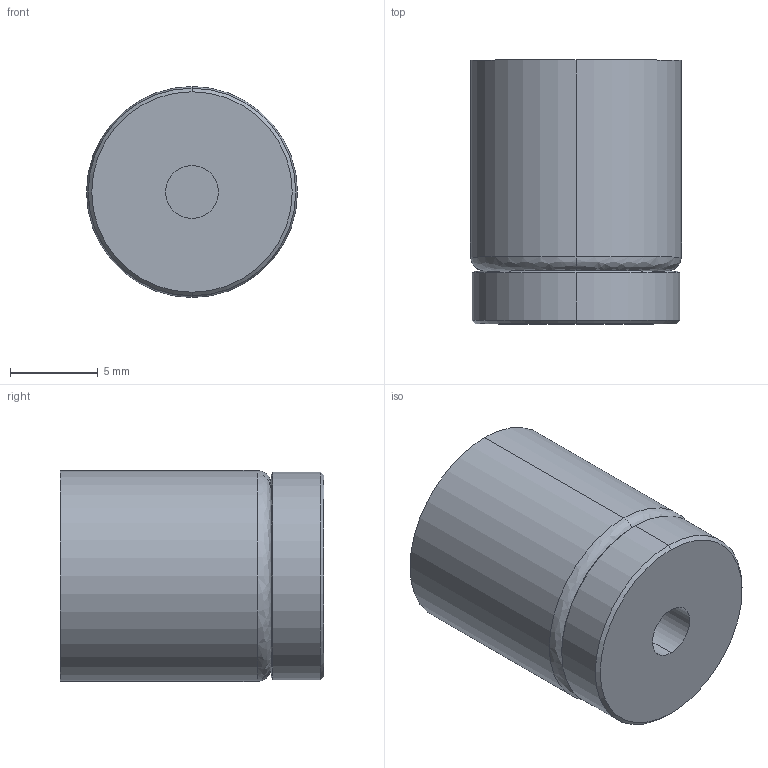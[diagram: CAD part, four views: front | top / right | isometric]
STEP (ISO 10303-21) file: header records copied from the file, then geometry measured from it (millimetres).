
FILE_DESCRIPTION (( 'STEP AP214' ), '1' );
FILE_NAME ('VA_12-antigiro3d web.STEP', '2013-03-01T13:55:36', ( 'danic' ), ( '' ), 'SwSTEP 2.0', 'SolidWorks 2011', '' );
FILE_SCHEMA (( 'AUTOMOTIVE_DESIGN' ));
Length unit declared in the file: millimetre
Products named in the file (1): VA_12-antigiro3d web
Bounding box: 12 x 15 x 12 mm (x, y, z)
Volume: 1569.4 mm3; surface area: 1682.6 mm2
Topology: 4 solids, 4 shells, 71 faces, 151 edges, 94 vertices
Faces by surface type: plane 29, cylinder 24, cone 14, bspline 4
Entity records: 2882 total; most frequent: CARTESIAN_POINT 457, DIRECTION 356, ORIENTED_EDGE 302, EDGE_CURVE 151, AXIS2_PLACEMENT_3D 141, VERTEX_POINT 94, EDGE_LOOP 81, UNCERTAINTY_MEASURE_WITH_UNIT 77
